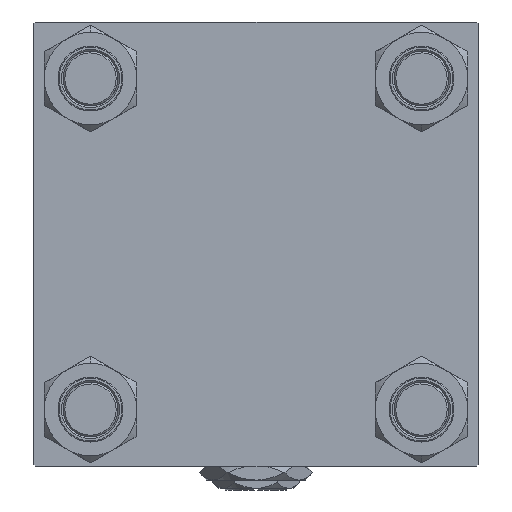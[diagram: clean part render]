
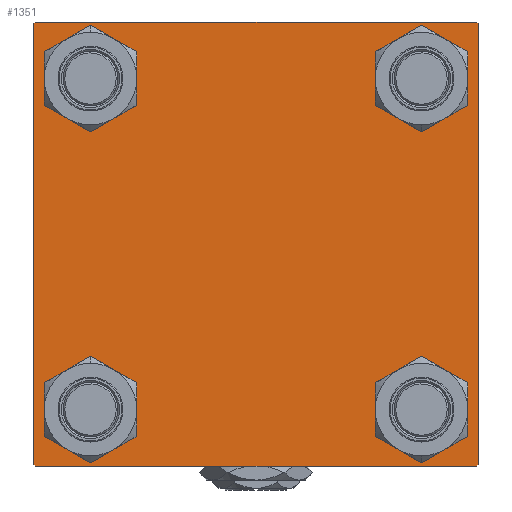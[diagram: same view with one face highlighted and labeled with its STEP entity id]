
A CAD part, left-side view. The second image highlights one B-rep face of the part: STEP entity #1351.
In plain terms, the highlighted planar face has unit normal (-1, 0, 0).
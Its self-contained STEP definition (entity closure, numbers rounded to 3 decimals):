
#842 = VERTEX_POINT ( 'NONE', #40373 ) ;
#1351 = ADVANCED_FACE ( 'NONE', ( #29177, #45247, #41491, #8506, #4727 ), #45772, .T. ) ;
#1436 = VECTOR ( 'NONE', #1529, 1000. ) ;
#1529 = DIRECTION ( 'NONE',  ( 0., -0.707, -0.707 ) ) ;
#2343 = ORIENTED_EDGE ( 'NONE', *, *, #35266, .T. ) ;
#2753 = VERTEX_POINT ( 'NONE', #33097 ) ;
#2923 = DIRECTION ( 'NONE',  ( 0., 0., 1. ) ) ;
#3193 = VERTEX_POINT ( 'NONE', #12630 ) ;
#3392 = CARTESIAN_POINT ( 'NONE',  ( 0., -48.45, -48.45 ) ) ;
#3626 = VERTEX_POINT ( 'NONE', #48822 ) ;
#4338 = CARTESIAN_POINT ( 'NONE',  ( 0., -48.45, 48.45 ) ) ;
#4727 = FACE_OUTER_BOUND ( 'NONE', #47175, .T. ) ;
#5337 = DIRECTION ( 'NONE',  ( 0., -0.707, 0.707 ) ) ;
#5609 = EDGE_CURVE ( 'NONE', #35515, #34857, #43723, .T. ) ;
#5909 = ORIENTED_EDGE ( 'NONE', *, *, #47270, .T. ) ;
#7071 = CARTESIAN_POINT ( 'NONE',  ( 0., 65., -65. ) ) ;
#7215 = CIRCLE ( 'NONE', #20108, 8.5 ) ;
#8228 = EDGE_CURVE ( 'NONE', #30037, #3193, #48398, .T. ) ;
#8378 = CARTESIAN_POINT ( 'NONE',  ( 0., 64.5, 65. ) ) ;
#8506 = FACE_BOUND ( 'NONE', #20195, .T. ) ;
#8570 = CARTESIAN_POINT ( 'NONE',  ( 0., 48.45, 48.45 ) ) ;
#9485 = ORIENTED_EDGE ( 'NONE', *, *, #27448, .T. ) ;
#9564 = ORIENTED_EDGE ( 'NONE', *, *, #5609, .T. ) ;
#9743 = EDGE_CURVE ( 'NONE', #52461, #3193, #11779, .T. ) ;
#9747 = VERTEX_POINT ( 'NONE', #40742 ) ;
#10376 = CARTESIAN_POINT ( 'NONE',  ( 0., -48.45, 48.45 ) ) ;
#10551 = VERTEX_POINT ( 'NONE', #52563 ) ;
#11114 = CARTESIAN_POINT ( 'NONE',  ( 0., 65., 65. ) ) ;
#11178 = AXIS2_PLACEMENT_3D ( 'NONE', #3392, #28632, #43908 ) ;
#11424 = VERTEX_POINT ( 'NONE', #18057 ) ;
#11779 = LINE ( 'NONE', #32721, #50937 ) ;
#11926 = EDGE_CURVE ( 'NONE', #30037, #40000, #23741, .T. ) ;
#11938 = CARTESIAN_POINT ( 'NONE',  ( 0., 64.75, 64.75 ) ) ;
#12593 = DIRECTION ( 'NONE',  ( 1., 0., 0. ) ) ;
#12630 = CARTESIAN_POINT ( 'NONE',  ( 0., -64.5, 65. ) ) ;
#12694 = AXIS2_PLACEMENT_3D ( 'NONE', #33523, #30015, #21438 ) ;
#13110 = CARTESIAN_POINT ( 'NONE',  ( 0., 65., 65. ) ) ;
#13145 = LINE ( 'NONE', #18492, #23851 ) ;
#13309 = CARTESIAN_POINT ( 'NONE',  ( 0., 0., 0. ) ) ;
#13629 = LINE ( 'NONE', #34029, #1436 ) ;
#13925 = EDGE_LOOP ( 'NONE', ( #9564, #9485 ) ) ;
#13997 = CIRCLE ( 'NONE', #14883, 8.5 ) ;
#14454 = VERTEX_POINT ( 'NONE', #40267 ) ;
#14865 = LINE ( 'NONE', #7071, #36271 ) ;
#14883 = AXIS2_PLACEMENT_3D ( 'NONE', #27230, #35288, #51633 ) ;
#15201 = ORIENTED_EDGE ( 'NONE', *, *, #38807, .T. ) ;
#15961 = DIRECTION ( 'NONE',  ( 0., 0.707, -0.707 ) ) ;
#17375 = DIRECTION ( 'NONE',  ( 1., 0., 0. ) ) ;
#17532 = EDGE_CURVE ( 'NONE', #25020, #14454, #52086, .T. ) ;
#17808 = EDGE_CURVE ( 'NONE', #52461, #30468, #31876, .T. ) ;
#18057 = CARTESIAN_POINT ( 'NONE',  ( 0., 48.45, -39.95 ) ) ;
#18492 = CARTESIAN_POINT ( 'NONE',  ( 0., -64.75, -64.75 ) ) ;
#19008 = ORIENTED_EDGE ( 'NONE', *, *, #51563, .T. ) ;
#19180 = VECTOR ( 'NONE', #24938, 1000. ) ;
#19288 = VERTEX_POINT ( 'NONE', #26496 ) ;
#20108 = AXIS2_PLACEMENT_3D ( 'NONE', #4338, #29565, #45899 ) ;
#20195 = EDGE_LOOP ( 'NONE', ( #19008, #34528 ) ) ;
#21041 = VECTOR ( 'NONE', #15961, 1000. ) ;
#21261 = ORIENTED_EDGE ( 'NONE', *, *, #8228, .F. ) ;
#21438 = DIRECTION ( 'NONE',  ( 0., 0., 1. ) ) ;
#21611 = EDGE_CURVE ( 'NONE', #3626, #842, #27276, .T. ) ;
#22083 = CARTESIAN_POINT ( 'NONE',  ( 0., -48.45, -56.95 ) ) ;
#23080 = CARTESIAN_POINT ( 'NONE',  ( 0., 48.45, -48.45 ) ) ;
#23185 = DIRECTION ( 'NONE',  ( 0., -1., 0. ) ) ;
#23741 = LINE ( 'NONE', #11938, #21041 ) ;
#23744 = CARTESIAN_POINT ( 'NONE',  ( 0., -48.45, -39.95 ) ) ;
#23765 = CIRCLE ( 'NONE', #31512, 8.5 ) ;
#23809 = CARTESIAN_POINT ( 'NONE',  ( 0., -65., 65. ) ) ;
#23828 = CARTESIAN_POINT ( 'NONE',  ( 0., 65., 64.5 ) ) ;
#23851 = VECTOR ( 'NONE', #5337, 1000. ) ;
#24724 = AXIS2_PLACEMENT_3D ( 'NONE', #13309, #32944, #49808 ) ;
#24938 = DIRECTION ( 'NONE',  ( 0., 0., -1. ) ) ;
#25020 = VERTEX_POINT ( 'NONE', #44837 ) ;
#25192 = DIRECTION ( 'NONE',  ( 0., 0., 1. ) ) ;
#26496 = CARTESIAN_POINT ( 'NONE',  ( 0., 64.5, -65. ) ) ;
#26720 = ORIENTED_EDGE ( 'NONE', *, *, #33855, .T. ) ;
#26881 = CIRCLE ( 'NONE', #35469, 8.5 ) ;
#26989 = ORIENTED_EDGE ( 'NONE', *, *, #9743, .T. ) ;
#27186 = ORIENTED_EDGE ( 'NONE', *, *, #38001, .T. ) ;
#27230 = CARTESIAN_POINT ( 'NONE',  ( 0., 48.45, -48.45 ) ) ;
#27276 = CIRCLE ( 'NONE', #38407, 8.5 ) ;
#27448 = EDGE_CURVE ( 'NONE', #34857, #35515, #34320, .T. ) ;
#27470 = AXIS2_PLACEMENT_3D ( 'NONE', #42410, #46178, #50472 ) ;
#27649 = CARTESIAN_POINT ( 'NONE',  ( 0., -65., 64.5 ) ) ;
#28632 = DIRECTION ( 'NONE',  ( 1., 0., 0. ) ) ;
#29177 = FACE_BOUND ( 'NONE', #38316, .T. ) ;
#29565 = DIRECTION ( 'NONE',  ( 1., 0., 0. ) ) ;
#30015 = DIRECTION ( 'NONE',  ( 1., 0., 0. ) ) ;
#30037 = VERTEX_POINT ( 'NONE', #8378 ) ;
#30468 = VERTEX_POINT ( 'NONE', #37540 ) ;
#30507 = DIRECTION ( 'NONE',  ( 0., 0., 1. ) ) ;
#31512 = AXIS2_PLACEMENT_3D ( 'NONE', #8570, #12593, #25192 ) ;
#31876 = LINE ( 'NONE', #23809, #35827 ) ;
#32568 = ORIENTED_EDGE ( 'NONE', *, *, #17808, .F. ) ;
#32721 = CARTESIAN_POINT ( 'NONE',  ( 0., -64.75, 64.75 ) ) ;
#32944 = DIRECTION ( 'NONE',  ( -1., 0., 0. ) ) ;
#33097 = CARTESIAN_POINT ( 'NONE',  ( 0., 65., -64.5 ) ) ;
#33523 = CARTESIAN_POINT ( 'NONE',  ( 0., 48.45, 48.45 ) ) ;
#33855 = EDGE_CURVE ( 'NONE', #19288, #10551, #14865, .T. ) ;
#34029 = CARTESIAN_POINT ( 'NONE',  ( 0., 64.75, -64.75 ) ) ;
#34320 = CIRCLE ( 'NONE', #11178, 8.5 ) ;
#34514 = ORIENTED_EDGE ( 'NONE', *, *, #40547, .T. ) ;
#34528 = ORIENTED_EDGE ( 'NONE', *, *, #17532, .T. ) ;
#34857 = VERTEX_POINT ( 'NONE', #22083 ) ;
#35266 = EDGE_CURVE ( 'NONE', #9747, #11424, #26881, .T. ) ;
#35288 = DIRECTION ( 'NONE',  ( 1., 0., 0. ) ) ;
#35469 = AXIS2_PLACEMENT_3D ( 'NONE', #23080, #39692, #2923 ) ;
#35515 = VERTEX_POINT ( 'NONE', #23744 ) ;
#35827 = VECTOR ( 'NONE', #40165, 1000. ) ;
#36271 = VECTOR ( 'NONE', #23185, 1000. ) ;
#36992 = DIRECTION ( 'NONE',  ( 0., 0.707, 0.707 ) ) ;
#37540 = CARTESIAN_POINT ( 'NONE',  ( 0., -65., -64.5 ) ) ;
#38001 = EDGE_CURVE ( 'NONE', #11424, #9747, #13997, .T. ) ;
#38316 = EDGE_LOOP ( 'NONE', ( #49470, #34514 ) ) ;
#38407 = AXIS2_PLACEMENT_3D ( 'NONE', #10376, #17375, #30507 ) ;
#38532 = ORIENTED_EDGE ( 'NONE', *, *, #49139, .T. ) ;
#38807 = EDGE_CURVE ( 'NONE', #40000, #2753, #53126, .T. ) ;
#39692 = DIRECTION ( 'NONE',  ( 1., 0., 0. ) ) ;
#40000 = VERTEX_POINT ( 'NONE', #23828 ) ;
#40165 = DIRECTION ( 'NONE',  ( 0., 0., -1. ) ) ;
#40267 = CARTESIAN_POINT ( 'NONE',  ( 0., 48.45, 56.95 ) ) ;
#40373 = CARTESIAN_POINT ( 'NONE',  ( 0., -48.45, 39.95 ) ) ;
#40547 = EDGE_CURVE ( 'NONE', #842, #3626, #7215, .T. ) ;
#40742 = CARTESIAN_POINT ( 'NONE',  ( 0., 48.45, -56.95 ) ) ;
#41491 = FACE_BOUND ( 'NONE', #49884, .T. ) ;
#42410 = CARTESIAN_POINT ( 'NONE',  ( 0., -48.45, -48.45 ) ) ;
#43723 = CIRCLE ( 'NONE', #27470, 8.5 ) ;
#43830 = DIRECTION ( 'NONE',  ( 0., -1., 0. ) ) ;
#43908 = DIRECTION ( 'NONE',  ( 0., 0., 1. ) ) ;
#44837 = CARTESIAN_POINT ( 'NONE',  ( 0., 48.45, 39.95 ) ) ;
#45247 = FACE_BOUND ( 'NONE', #13925, .T. ) ;
#45772 = PLANE ( 'NONE',  #24724 ) ;
#45899 = DIRECTION ( 'NONE',  ( 0., 0., 1. ) ) ;
#46178 = DIRECTION ( 'NONE',  ( 1., 0., 0. ) ) ;
#47175 = EDGE_LOOP ( 'NONE', ( #15201, #5909, #26720, #38532, #32568, #26989, #21261, #49916 ) ) ;
#47270 = EDGE_CURVE ( 'NONE', #2753, #19288, #13629, .T. ) ;
#48398 = LINE ( 'NONE', #11114, #50018 ) ;
#48822 = CARTESIAN_POINT ( 'NONE',  ( 0., -48.45, 56.95 ) ) ;
#49139 = EDGE_CURVE ( 'NONE', #10551, #30468, #13145, .T. ) ;
#49470 = ORIENTED_EDGE ( 'NONE', *, *, #21611, .T. ) ;
#49808 = DIRECTION ( 'NONE',  ( 0., 0., 1. ) ) ;
#49884 = EDGE_LOOP ( 'NONE', ( #27186, #2343 ) ) ;
#49916 = ORIENTED_EDGE ( 'NONE', *, *, #11926, .T. ) ;
#50018 = VECTOR ( 'NONE', #43830, 1000. ) ;
#50472 = DIRECTION ( 'NONE',  ( 0., 0., 1. ) ) ;
#50937 = VECTOR ( 'NONE', #36992, 1000. ) ;
#51563 = EDGE_CURVE ( 'NONE', #14454, #25020, #23765, .T. ) ;
#51633 = DIRECTION ( 'NONE',  ( 0., 0., 1. ) ) ;
#52086 = CIRCLE ( 'NONE', #12694, 8.5 ) ;
#52461 = VERTEX_POINT ( 'NONE', #27649 ) ;
#52563 = CARTESIAN_POINT ( 'NONE',  ( 0., -64.5, -65. ) ) ;
#53126 = LINE ( 'NONE', #13110, #19180 ) ;
